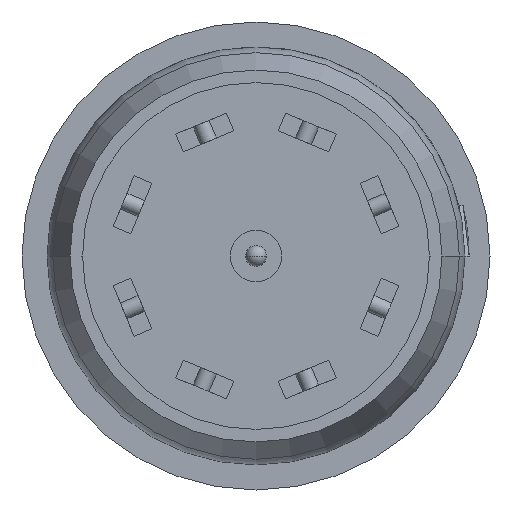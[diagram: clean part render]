
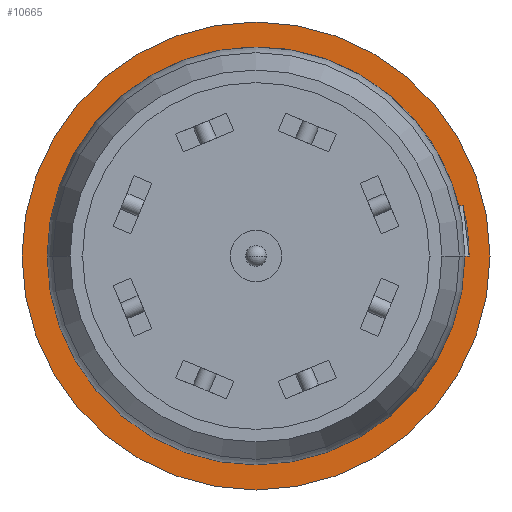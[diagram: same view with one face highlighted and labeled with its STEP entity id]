
A CAD part, front view. The second image highlights one B-rep face of the part: STEP entity #10665.
In plain terms, the highlighted planar face has unit normal (0, -1, 0).
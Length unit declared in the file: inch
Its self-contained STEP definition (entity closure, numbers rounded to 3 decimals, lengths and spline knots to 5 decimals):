
#1644=CARTESIAN_POINT('',(0.,0.12,0.));
#1645=DIRECTION('',(0.,-1.,0.));
#1646=DIRECTION('',(-1.,0.,0.));
#1647=AXIS2_PLACEMENT_3D('',#1644,#1645,#1646);
#1662=CARTESIAN_POINT('',(0.,0.12,0.));
#1663=DIRECTION('',(0.,1.,0.));
#1664=DIRECTION('',(1.,0.,0.));
#1665=AXIS2_PLACEMENT_3D('',#1662,#1663,#1664);
#1667=CARTESIAN_POINT('',(0.,0.12,0.));
#1668=DIRECTION('',(0.,1.,0.));
#1669=DIRECTION('',(-1.,0.,0.));
#1670=AXIS2_PLACEMENT_3D('',#1667,#1668,#1669);
#3330=CARTESIAN_POINT('',(0.,0.12,0.));
#3331=DIRECTION('',(0.,-1.,0.));
#3332=DIRECTION('',(0.971,0.,0.24));
#3333=AXIS2_PLACEMENT_3D('',#3330,#3331,#3332);
#3340=DIRECTION('',(-1.,0.,0.));
#3341=VECTOR('',#3340,0.00515);
#3342=CARTESIAN_POINT('',(0.24784,0.12,0.06));
#3343=LINE('',#3342,#3341);
#3358=CARTESIAN_POINT('',(0.,0.12,0.));
#3359=DIRECTION('',(0.,1.,0.));
#3360=DIRECTION('',(0.972,0.,0.235));
#3361=AXIS2_PLACEMENT_3D('',#3358,#3359,#3360);
#3363=DIRECTION('',(-1.,0.,0.));
#3364=VECTOR('',#3363,0.005);
#3365=CARTESIAN_POINT('',(0.255,0.12,0.));
#3366=LINE('',#3365,#3364);
#9376=CARTESIAN_POINT('',(0.28,0.12,0.));
#9377=CARTESIAN_POINT('',(-0.28,0.12,0.));
#9378=VERTEX_POINT('',#9376);
#9379=VERTEX_POINT('',#9377);
#9388=CARTESIAN_POINT('',(0.24269,0.12,0.06));
#9389=CARTESIAN_POINT('',(-0.25,0.12,0.));
#9390=VERTEX_POINT('',#9388);
#9391=VERTEX_POINT('',#9389);
#9396=CARTESIAN_POINT('',(0.25,0.12,0.));
#9397=VERTEX_POINT('',#9396);
#9398=CARTESIAN_POINT('',(0.255,0.12,0.));
#9399=VERTEX_POINT('',#9398);
#9400=CARTESIAN_POINT('',(0.24784,0.12,0.06));
#9401=VERTEX_POINT('',#9400);
#10643=CARTESIAN_POINT('',(0.,0.12,0.));
#10644=DIRECTION('',(0.,1.,0.));
#10645=DIRECTION('',(1.,0.,0.));
#10646=AXIS2_PLACEMENT_3D('',#10643,#10644,#10645);
#10647=PLANE('',#10646);
#10649=ORIENTED_EDGE('',*,*,#10648,.T.);
#10651=ORIENTED_EDGE('',*,*,#10650,.T.);
#10652=EDGE_LOOP('',(#10649,#10651));
#10653=FACE_OUTER_BOUND('',#10652,.F.);
#10655=ORIENTED_EDGE('',*,*,#10654,.T.);
#10656=ORIENTED_EDGE('',*,*,#10624,.T.);
#10658=ORIENTED_EDGE('',*,*,#10657,.F.);
#10660=ORIENTED_EDGE('',*,*,#10659,.F.);
#10662=ORIENTED_EDGE('',*,*,#10661,.T.);
#10663=EDGE_LOOP('',(#10655,#10656,#10658,#10660,#10662));
#10664=FACE_BOUND('',#10663,.F.);
#10665=ADVANCED_FACE('',(#10653,#10664),#10647,.F.);
#1648=CIRCLE('',#1647,0.25);
#1666=CIRCLE('',#1665,0.28);
#1671=CIRCLE('',#1670,0.28);
#3334=CIRCLE('',#3333,0.25);
#3362=CIRCLE('',#3361,0.255);
#10624=EDGE_CURVE('',#9391,#9397,#1648,.T.);
#10648=EDGE_CURVE('',#9378,#9379,#1666,.T.);
#10650=EDGE_CURVE('',#9379,#9378,#1671,.T.);
#10654=EDGE_CURVE('',#9390,#9391,#3334,.T.);
#10657=EDGE_CURVE('',#9399,#9397,#3366,.T.);
#10659=EDGE_CURVE('',#9401,#9399,#3362,.T.);
#10661=EDGE_CURVE('',#9401,#9390,#3343,.T.);
